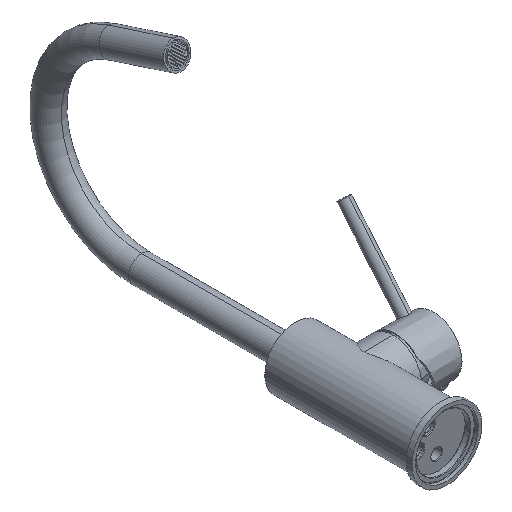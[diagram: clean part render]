
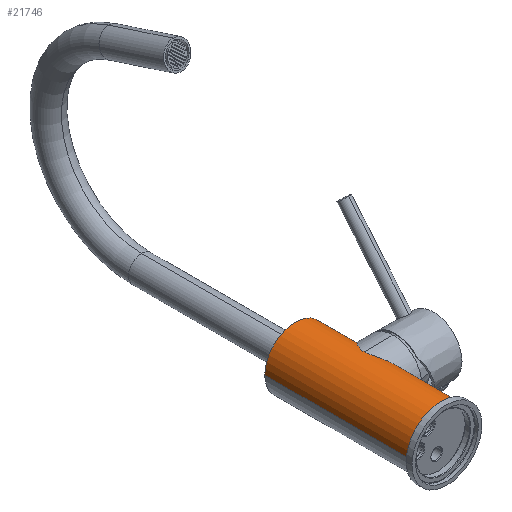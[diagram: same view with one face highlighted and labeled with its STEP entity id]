
A CAD part, isometric view. The second image highlights one B-rep face of the part: STEP entity #21746.
In plain terms, the highlighted cylindrical face has radius 21 mm (diameter 42 mm), a partial arc.
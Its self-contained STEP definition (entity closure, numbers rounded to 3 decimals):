
#3156=CARTESIAN_POINT('',(0.,100.,0.));
#3157=DIRECTION('',(0.,-1.,0.));
#3158=DIRECTION('',(1.,0.,0.));
#3159=AXIS2_PLACEMENT_3D('',#3156,#3157,#3158);
#3166=CARTESIAN_POINT('',(0.,0.,0.));
#3167=DIRECTION('',(0.,-1.,0.));
#3168=DIRECTION('',(1.,0.,0.));
#3169=AXIS2_PLACEMENT_3D('',#3166,#3167,#3168);
#3171=CARTESIAN_POINT('',(21.,79.75,0.));
#3172=CARTESIAN_POINT('',(21.,79.75,0.233));
#3173=CARTESIAN_POINT('',(20.992,79.742,0.701));
#3174=CARTESIAN_POINT('',(20.957,79.704,1.403));
#3175=CARTESIAN_POINT('',(20.898,79.642,2.105));
#3176=CARTESIAN_POINT('',(20.816,79.554,2.807));
#3177=CARTESIAN_POINT('',(20.709,79.44,3.511));
#3178=CARTESIAN_POINT('',(20.577,79.3,4.215));
#3179=CARTESIAN_POINT('',(20.42,79.133,4.918));
#3180=CARTESIAN_POINT('',(20.238,78.938,5.622));
#3181=CARTESIAN_POINT('',(20.029,78.714,6.326));
#3182=CARTESIAN_POINT('',(19.793,78.461,7.032));
#3183=CARTESIAN_POINT('',(19.528,78.177,7.737));
#3184=CARTESIAN_POINT('',(19.234,77.861,8.441));
#3185=CARTESIAN_POINT('',(18.911,77.513,9.142));
#3186=CARTESIAN_POINT('',(18.557,77.13,9.841));
#3187=CARTESIAN_POINT('',(18.172,76.712,10.535));
#3188=CARTESIAN_POINT('',(17.755,76.257,11.224));
#3189=CARTESIAN_POINT('',(17.304,75.764,11.908));
#3190=CARTESIAN_POINT('',(16.82,75.231,12.582));
#3191=CARTESIAN_POINT('',(16.302,74.658,13.246));
#3192=CARTESIAN_POINT('',(15.753,74.045,13.895));
#3193=CARTESIAN_POINT('',(15.172,73.39,14.528));
#3194=CARTESIAN_POINT('',(14.561,72.694,15.14));
#3195=CARTESIAN_POINT('',(13.92,71.954,15.731));
#3196=CARTESIAN_POINT('',(13.253,71.17,16.297));
#3197=CARTESIAN_POINT('',(12.572,70.354,16.828));
#3198=CARTESIAN_POINT('',(11.888,69.512,17.317));
#3199=CARTESIAN_POINT('',(11.215,68.656,17.761));
#3200=CARTESIAN_POINT('',(10.559,67.789,18.157));
#3201=CARTESIAN_POINT('',(9.956,66.95,18.494));
#3202=CARTESIAN_POINT('',(9.423,66.162,18.77));
#3203=CARTESIAN_POINT('',(8.963,65.432,18.993));
#3204=CARTESIAN_POINT('',(8.573,64.76,19.172));
#3205=CARTESIAN_POINT('',(8.246,64.141,19.314));
#3206=CARTESIAN_POINT('',(7.976,63.571,19.427));
#3207=CARTESIAN_POINT('',(7.754,63.043,19.516));
#3208=CARTESIAN_POINT('',(7.574,62.55,19.587));
#3209=CARTESIAN_POINT('',(7.431,62.084,19.641));
#3210=CARTESIAN_POINT('',(7.32,61.643,19.683));
#3211=CARTESIAN_POINT('',(7.237,61.221,19.714));
#3212=CARTESIAN_POINT('',(7.179,60.81,19.735));
#3213=CARTESIAN_POINT('',(7.145,60.406,19.747));
#3214=CARTESIAN_POINT('',(7.137,60.135,19.75));
#3215=CARTESIAN_POINT('',(7.137,60.,19.75));
#3217=CARTESIAN_POINT('',(7.137,60.,19.75));
#3218=CARTESIAN_POINT('',(7.137,59.865,19.75));
#3219=CARTESIAN_POINT('',(7.145,59.594,19.747));
#3220=CARTESIAN_POINT('',(7.179,59.19,19.735));
#3221=CARTESIAN_POINT('',(7.237,58.779,19.714));
#3222=CARTESIAN_POINT('',(7.32,58.357,19.683));
#3223=CARTESIAN_POINT('',(7.431,57.915,19.641));
#3224=CARTESIAN_POINT('',(7.574,57.45,19.587));
#3225=CARTESIAN_POINT('',(7.754,56.957,19.516));
#3226=CARTESIAN_POINT('',(7.976,56.429,19.427));
#3227=CARTESIAN_POINT('',(8.246,55.858,19.314));
#3228=CARTESIAN_POINT('',(8.573,55.24,19.172));
#3229=CARTESIAN_POINT('',(8.964,54.567,18.993));
#3230=CARTESIAN_POINT('',(9.424,53.837,18.77));
#3231=CARTESIAN_POINT('',(9.957,53.049,18.493));
#3232=CARTESIAN_POINT('',(10.56,52.209,18.157));
#3233=CARTESIAN_POINT('',(11.215,51.343,17.76));
#3234=CARTESIAN_POINT('',(11.888,50.489,17.318));
#3235=CARTESIAN_POINT('',(12.571,49.648,16.829));
#3236=CARTESIAN_POINT('',(13.253,48.83,16.298));
#3237=CARTESIAN_POINT('',(13.92,48.047,15.732));
#3238=CARTESIAN_POINT('',(14.561,47.307,15.141));
#3239=CARTESIAN_POINT('',(15.172,46.61,14.528));
#3240=CARTESIAN_POINT('',(15.753,45.956,13.896));
#3241=CARTESIAN_POINT('',(16.302,45.342,13.247));
#3242=CARTESIAN_POINT('',(16.82,44.769,12.583));
#3243=CARTESIAN_POINT('',(17.304,44.236,11.908));
#3244=CARTESIAN_POINT('',(17.755,43.743,11.225));
#3245=CARTESIAN_POINT('',(18.172,43.288,10.535));
#3246=CARTESIAN_POINT('',(18.557,42.87,9.841));
#3247=CARTESIAN_POINT('',(18.911,42.487,9.142));
#3248=CARTESIAN_POINT('',(19.234,42.139,8.441));
#3249=CARTESIAN_POINT('',(19.528,41.823,7.737));
#3250=CARTESIAN_POINT('',(19.792,41.539,7.032));
#3251=CARTESIAN_POINT('',(20.029,41.286,6.327));
#3252=CARTESIAN_POINT('',(20.238,41.062,5.623));
#3253=CARTESIAN_POINT('',(20.42,40.868,4.918));
#3254=CARTESIAN_POINT('',(20.577,40.7,4.215));
#3255=CARTESIAN_POINT('',(20.709,40.56,3.511));
#3256=CARTESIAN_POINT('',(20.816,40.446,2.807));
#3257=CARTESIAN_POINT('',(20.898,40.358,2.105));
#3258=CARTESIAN_POINT('',(20.957,40.296,1.403));
#3259=CARTESIAN_POINT('',(20.992,40.258,0.701));
#3260=CARTESIAN_POINT('',(21.,40.25,0.233));
#3261=CARTESIAN_POINT('',(21.,40.25,0.));
#5958=DIRECTION('',(0.,1.,0.));
#5959=VECTOR('',#5958,40.25);
#5960=CARTESIAN_POINT('',(21.,0.,0.));
#5961=LINE('',#5960,#5959);
#6054=DIRECTION('',(0.,1.,0.));
#6055=VECTOR('',#6054,20.25);
#6056=CARTESIAN_POINT('',(21.,79.75,0.));
#6057=LINE('',#6056,#6055);
#6058=DIRECTION('',(0.,1.,0.));
#6059=VECTOR('',#6058,100.);
#6060=CARTESIAN_POINT('',(-21.,0.,0.));
#6061=LINE('',#6060,#6059);
#14795=CARTESIAN_POINT('',(21.,100.,0.));
#14796=CARTESIAN_POINT('',(-21.,100.,0.));
#14797=VERTEX_POINT('',#14795);
#14798=VERTEX_POINT('',#14796);
#16427=VERTEX_POINT('',#3171);
#16428=VERTEX_POINT('',#3215);
#16429=VERTEX_POINT('',#3261);
#16937=CARTESIAN_POINT('',(21.,0.,0.));
#16938=CARTESIAN_POINT('',(-21.,0.,0.));
#16939=VERTEX_POINT('',#16937);
#16940=VERTEX_POINT('',#16938);
#21726=CARTESIAN_POINT('',(0.,105.,0.));
#21727=DIRECTION('',(0.,-1.,0.));
#21728=DIRECTION('',(-1.,0.,0.));
#21729=AXIS2_PLACEMENT_3D('',#21726,#21727,#21728);
#21730=CYLINDRICAL_SURFACE('',#21729,21.);
#21732=ORIENTED_EDGE('',*,*,#21731,.T.);
#21734=ORIENTED_EDGE('',*,*,#21733,.T.);
#21735=ORIENTED_EDGE('',*,*,#21708,.F.);
#21737=ORIENTED_EDGE('',*,*,#21736,.F.);
#21739=ORIENTED_EDGE('',*,*,#21738,.T.);
#21741=ORIENTED_EDGE('',*,*,#21740,.T.);
#21743=ORIENTED_EDGE('',*,*,#21742,.F.);
#21744=EDGE_LOOP('',(#21732,#21734,#21735,#21737,#21739,#21741,#21743));
#21745=FACE_OUTER_BOUND('',#21744,.F.);
#21746=ADVANCED_FACE('',(#21745),#21730,.T.);
#3160=CIRCLE('',#3159,21.);
#3170=CIRCLE('',#3169,21.);
#3216=B_SPLINE_CURVE_WITH_KNOTS('',3,(#3171,#3172,#3173,#3174,#3175,#3176,#3177,
#3178,#3179,#3180,#3181,#3182,#3183,#3184,#3185,#3186,#3187,#3188,#3189,#3190,
#3191,#3192,#3193,#3194,#3195,#3196,#3197,#3198,#3199,#3200,#3201,#3202,#3203,
#3204,#3205,#3206,#3207,#3208,#3209,#3210,#3211,#3212,#3213,#3214,#3215),
.UNSPECIFIED.,.F.,.F.,(4,1,1,1,1,1,1,1,1,1,1,1,1,1,1,1,1,1,1,1,1,1,1,1,1,1,1,1,
1,1,1,1,1,1,1,1,1,1,1,1,1,1,4),(0.,0.024,0.048,
0.071,0.095,0.119,0.143,
0.167,0.19,0.214,0.238,
0.262,0.286,0.31,0.333,
0.357,0.381,0.405,0.429,
0.452,0.476,0.5,0.524,0.548,
0.571,0.595,0.619,0.643,
0.667,0.69,0.714,0.738,
0.762,0.786,0.81,0.833,
0.857,0.881,0.905,0.929,
0.952,0.976,1.),.UNSPECIFIED.);
#3262=B_SPLINE_CURVE_WITH_KNOTS('',3,(#3217,#3218,#3219,#3220,#3221,#3222,#3223,
#3224,#3225,#3226,#3227,#3228,#3229,#3230,#3231,#3232,#3233,#3234,#3235,#3236,
#3237,#3238,#3239,#3240,#3241,#3242,#3243,#3244,#3245,#3246,#3247,#3248,#3249,
#3250,#3251,#3252,#3253,#3254,#3255,#3256,#3257,#3258,#3259,#3260,#3261),
.UNSPECIFIED.,.F.,.F.,(4,1,1,1,1,1,1,1,1,1,1,1,1,1,1,1,1,1,1,1,1,1,1,1,1,1,1,1,
1,1,1,1,1,1,1,1,1,1,1,1,1,1,4),(0.,0.024,0.048,
0.071,0.095,0.119,0.143,
0.167,0.19,0.214,0.238,
0.262,0.286,0.31,0.333,
0.357,0.381,0.405,0.429,
0.452,0.476,0.5,0.524,0.548,
0.571,0.595,0.619,0.643,
0.667,0.69,0.714,0.738,
0.762,0.786,0.81,0.833,
0.857,0.881,0.905,0.929,
0.952,0.976,1.),.UNSPECIFIED.);
#21708=EDGE_CURVE('',#14797,#14798,#3160,.T.);
#21731=EDGE_CURVE('',#16939,#16940,#3170,.T.);
#21733=EDGE_CURVE('',#16940,#14798,#6061,.T.);
#21736=EDGE_CURVE('',#16427,#14797,#6057,.T.);
#21738=EDGE_CURVE('',#16427,#16428,#3216,.T.);
#21740=EDGE_CURVE('',#16428,#16429,#3262,.T.);
#21742=EDGE_CURVE('',#16939,#16429,#5961,.T.);
